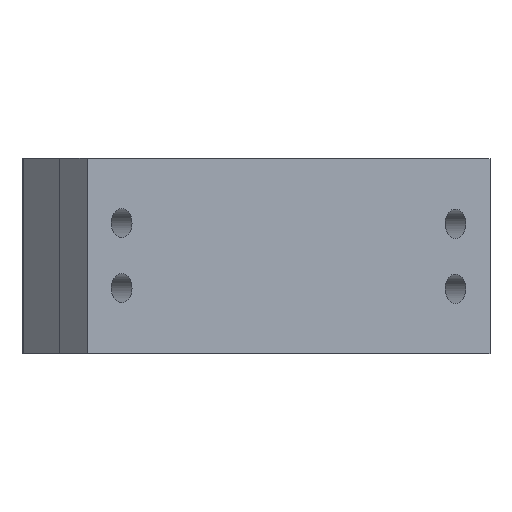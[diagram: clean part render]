
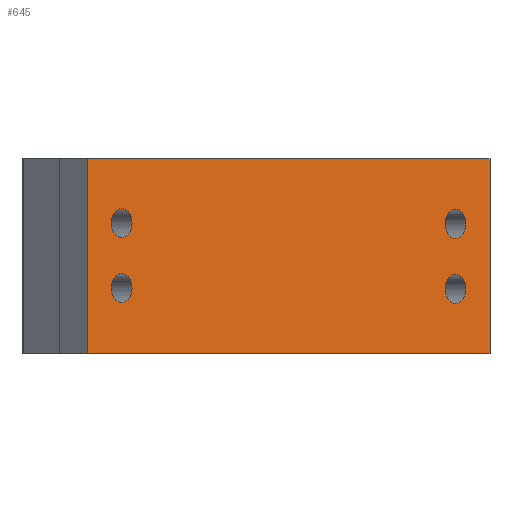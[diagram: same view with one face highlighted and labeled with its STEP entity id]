
A CAD part, top view. The second image highlights one B-rep face of the part: STEP entity #645.
In plain terms, the highlighted planar face has unit normal (0.707, 0, 0.707).
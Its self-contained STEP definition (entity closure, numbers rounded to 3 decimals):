
#20=FACE_BOUND('',#112,.T.);
#21=FACE_BOUND('',#113,.T.);
#22=FACE_BOUND('',#114,.T.);
#23=FACE_BOUND('',#115,.T.);
#43=PLANE('',#725);
#74=FACE_OUTER_BOUND('',#111,.T.);
#111=EDGE_LOOP('',(#543,#544,#545,#546));
#112=EDGE_LOOP('',(#547));
#113=EDGE_LOOP('',(#548));
#114=EDGE_LOOP('',(#549));
#115=EDGE_LOOP('',(#550));
#163=LINE('',#1082,#220);
#164=LINE('',#1085,#221);
#165=LINE('',#1087,#222);
#166=LINE('',#1088,#223);
#220=VECTOR('',#891,10.);
#221=VECTOR('',#894,10.);
#222=VECTOR('',#895,10.);
#223=VECTOR('',#896,10.);
#246=CIRCLE('',#689,1.5);
#252=CIRCLE('',#698,1.5);
#258=CIRCLE('',#707,1.5);
#263=CIRCLE('',#715,1.5);
#293=VERTEX_POINT('',#992);
#298=VERTEX_POINT('',#1008);
#303=VERTEX_POINT('',#1024);
#307=VERTEX_POINT('',#1038);
#320=VERTEX_POINT('',#1078);
#321=VERTEX_POINT('',#1080);
#322=VERTEX_POINT('',#1084);
#323=VERTEX_POINT('',#1086);
#361=EDGE_CURVE('',#293,#293,#246,.T.);
#369=EDGE_CURVE('',#298,#298,#252,.T.);
#377=EDGE_CURVE('',#303,#303,#258,.T.);
#384=EDGE_CURVE('',#307,#307,#263,.T.);
#405=EDGE_CURVE('',#320,#321,#163,.T.);
#406=EDGE_CURVE('',#320,#322,#164,.T.);
#407=EDGE_CURVE('',#323,#321,#165,.T.);
#408=EDGE_CURVE('',#322,#323,#166,.T.);
#543=ORIENTED_EDGE('',*,*,#406,.F.);
#544=ORIENTED_EDGE('',*,*,#405,.T.);
#545=ORIENTED_EDGE('',*,*,#407,.F.);
#546=ORIENTED_EDGE('',*,*,#408,.F.);
#547=ORIENTED_EDGE('',*,*,#361,.T.);
#548=ORIENTED_EDGE('',*,*,#369,.T.);
#549=ORIENTED_EDGE('',*,*,#377,.T.);
#550=ORIENTED_EDGE('',*,*,#384,.T.);
#645=ADVANCED_FACE('',(#74,#20,#21,#22,#23),#43,.T.);
#689=AXIS2_PLACEMENT_3D('',#994,#795,#796);
#698=AXIS2_PLACEMENT_3D('',#1010,#815,#816);
#707=AXIS2_PLACEMENT_3D('',#1026,#835,#836);
#715=AXIS2_PLACEMENT_3D('',#1040,#853,#854);
#725=AXIS2_PLACEMENT_3D('',#1083,#892,#893);
#795=DIRECTION('center_axis',(-0.707,0.,-0.707));
#796=DIRECTION('ref_axis',(-0.707,0.,0.707));
#815=DIRECTION('center_axis',(-0.707,0.,-0.707));
#816=DIRECTION('ref_axis',(-0.707,0.,0.707));
#835=DIRECTION('center_axis',(-0.707,0.,-0.707));
#836=DIRECTION('ref_axis',(-0.707,0.,0.707));
#853=DIRECTION('center_axis',(-0.707,0.,-0.707));
#854=DIRECTION('ref_axis',(-0.707,0.,0.707));
#891=DIRECTION('',(0.,1.,0.));
#892=DIRECTION('center_axis',(0.707,0.,0.707));
#893=DIRECTION('ref_axis',(0.707,0.,-0.707));
#894=DIRECTION('',(-0.707,0.,0.707));
#895=DIRECTION('',(0.707,0.,-0.707));
#896=DIRECTION('',(0.,1.,0.));
#992=CARTESIAN_POINT('',(-7.204,104.336,35.655));
#994=CARTESIAN_POINT('Origin',(-8.265,104.336,36.715));
#1008=CARTESIAN_POINT('',(27.02,97.669,1.431));
#1010=CARTESIAN_POINT('Origin',(25.959,97.669,2.491));
#1024=CARTESIAN_POINT('',(27.02,104.336,1.431));
#1026=CARTESIAN_POINT('Origin',(25.959,104.336,2.491));
#1038=CARTESIAN_POINT('',(-7.204,97.669,35.655));
#1040=CARTESIAN_POINT('Origin',(-8.265,97.669,36.715));
#1078=CARTESIAN_POINT('',(29.495,91.002,-1.044));
#1080=CARTESIAN_POINT('',(29.495,111.002,-1.044));
#1082=CARTESIAN_POINT('',(29.495,91.002,-1.044));
#1083=CARTESIAN_POINT('Origin',(-11.8,91.002,40.251));
#1084=CARTESIAN_POINT('',(-11.8,91.002,40.251));
#1085=CARTESIAN_POINT('',(29.495,91.002,-1.044));
#1086=CARTESIAN_POINT('',(-11.8,111.002,40.251));
#1087=CARTESIAN_POINT('',(29.495,111.002,-1.044));
#1088=CARTESIAN_POINT('',(-11.8,91.002,40.251));
